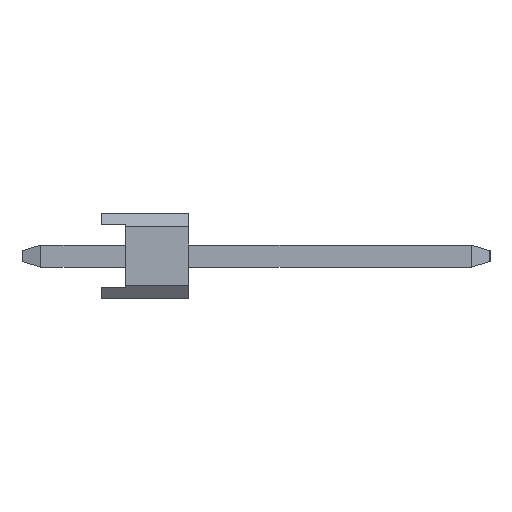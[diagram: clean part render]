
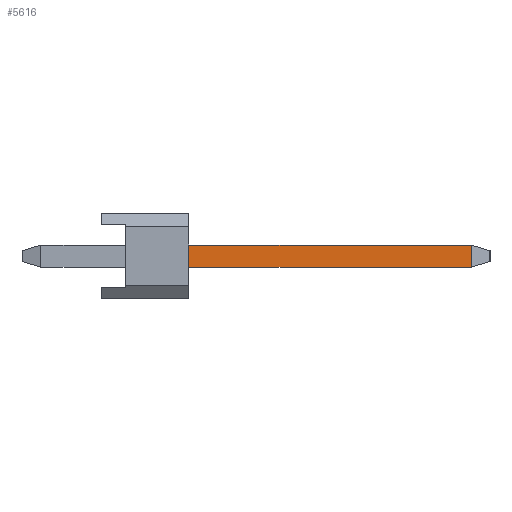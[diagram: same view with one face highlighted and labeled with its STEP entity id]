
A CAD part, left-side view. The second image highlights one B-rep face of the part: STEP entity #5616.
In plain terms, the highlighted planar face has unit normal (-1, 0, 0).
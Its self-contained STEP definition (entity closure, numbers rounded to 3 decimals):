
#2198=EDGE_CURVE('',#3508,#5230,#6215,.T.);
#2274=VERTEX_POINT('',#6298);
#3248=VERTEX_POINT('',#7384);
#3508=VERTEX_POINT('',#7680);
#3966=EDGE_CURVE('',#3248,#3508,#8190,.T.);
#4170=EDGE_CURVE('',#5230,#2274,#8409,.T.);
#5230=VERTEX_POINT('',#9572);
#5616=ADVANCED_FACE('',(#9992),#9993,.T.);
#5954=EDGE_CURVE('',#2274,#3248,#10368,.T.);
#6215=LINE('',#10719,#10720);
#6298=CARTESIAN_POINT('',(-15.56,-10.744,0.32));
#7384=CARTESIAN_POINT('',(-15.56,-10.744,-0.32));
#7680=CARTESIAN_POINT('',(-15.56,-2.54,-0.32));
#8190=LINE('',#13536,#13537);
#8409=LINE('',#13857,#13858);
#9572=CARTESIAN_POINT('',(-15.56,-2.54,0.32));
#9992=FACE_OUTER_BOUND('',#16161,.T.);
#9993=PLANE('',#16162);
#10368=LINE('',#16718,#16719);
#10719=CARTESIAN_POINT('',(-15.56,-2.54,0.252));
#10720=VECTOR('',#16966,1.0);
#13536=CARTESIAN_POINT('',(-15.56,1.764,-0.32));
#13537=VECTOR('',#19185,1.0);
#13857=CARTESIAN_POINT('',(-15.56,-4.49,0.32));
#13858=VECTOR('',#19360,1.0);
#16161=EDGE_LOOP('',(#20864,#20865,#20866,#20867));
#16162=AXIS2_PLACEMENT_3D('',#20868,#20869,#20870);
#16718=CARTESIAN_POINT('',(-15.56,-10.744,0.5));
#16719=VECTOR('',#21257,1.0);
#16966=DIRECTION('',(0.,0.,1.0));
#19185=DIRECTION('',(0.,1.0,0.));
#19360=DIRECTION('',(0.,-1.0,0.));
#20864=ORIENTED_EDGE('',*,*,#2198,.F.);
#20865=ORIENTED_EDGE('',*,*,#3966,.F.);
#20866=ORIENTED_EDGE('',*,*,#5954,.F.);
#20867=ORIENTED_EDGE('',*,*,#4170,.F.);
#20868=CARTESIAN_POINT('',(-15.56,1.764,0.5));
#20869=DIRECTION('',(-1.0,0.,0.));
#20870=DIRECTION('',(0.,1.0,0.));
#21257=DIRECTION('',(0.0,0.,-1.0));
